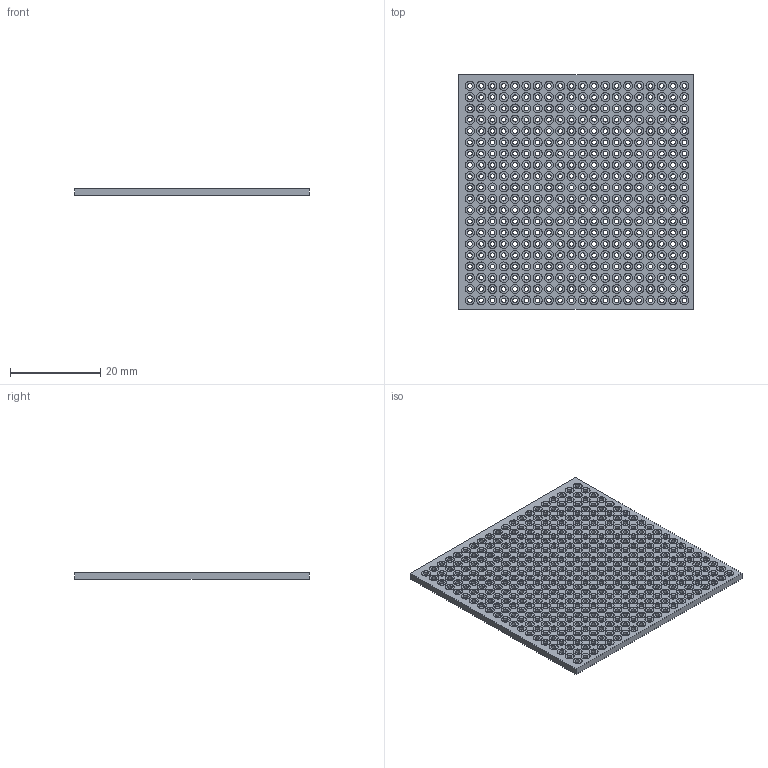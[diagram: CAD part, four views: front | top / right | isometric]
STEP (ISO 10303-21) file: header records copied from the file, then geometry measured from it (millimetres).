
FILE_DESCRIPTION(/* description */ ('STEP AP203'),/* implementation_level */ '2;1');
FILE_NAME(/* name */ '6220be28c6c504286791cde6',/* time_stamp */ '2022-03-03T13:10:02+00:00',/* author */ (''),/* organization */ (''),/* preprocessor_version */ 'ST-DEVELOPER v18.101',/* originating_system */ ' ',/* authorisation */ ' ');
FILE_SCHEMA (('CONFIG_CONTROL_DESIGN'));
Length unit declared in the file: metre
Products named in the file (1): Part 1
Bounding box: 52 x 52 x 1.5 mm (x, y, z)
Volume: 3537.6 mm3; surface area: 7039.5 mm2
Topology: 1 solids, 1 shells, 1206 faces, 2412 edges, 1608 vertices
Faces by surface type: cylinder 800, plane 406
Full cylindrical faces by diameter (mm): 1 x400, 2 x400
Entity records: 38187 total; most frequent: DIRECTION 5626, CARTESIAN_POINT 4427, ORIENTED_EDGE 3224, EDGE_LOOP 3206, FACE_BOUND 3206, AXIS2_PLACEMENT_3D 2807, EDGE_CURVE 1612, VERTEX_POINT 1608
